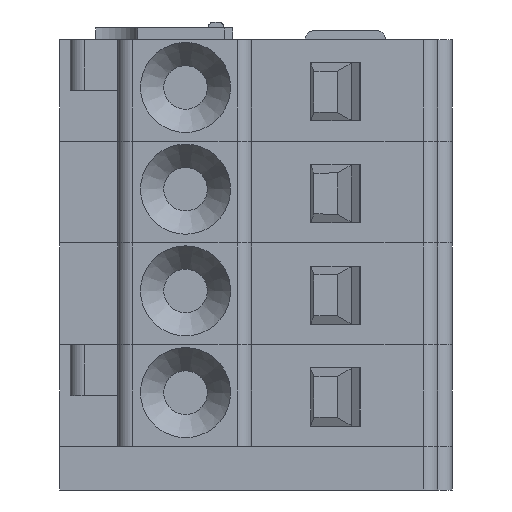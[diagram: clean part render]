
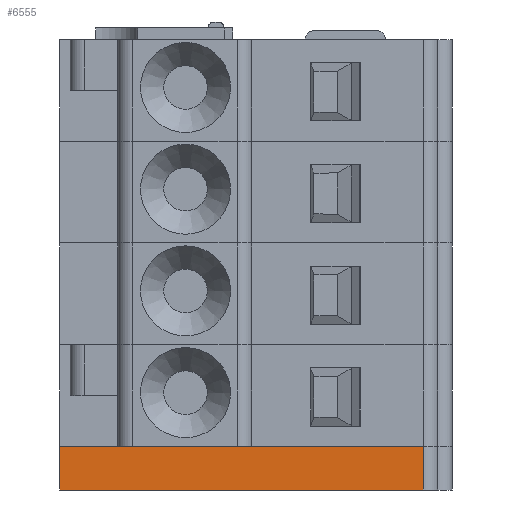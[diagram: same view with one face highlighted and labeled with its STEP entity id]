
A CAD part, left-side view. The second image highlights one B-rep face of the part: STEP entity #6555.
In plain terms, the highlighted planar face has unit normal (-1, 0, 0).
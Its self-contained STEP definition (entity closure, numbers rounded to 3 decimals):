
#394=ORIENTED_EDGE('',*,*,#2271,.F.);
#395=ORIENTED_EDGE('',*,*,#2300,.F.);
#396=ORIENTED_EDGE('',*,*,#2285,.T.);
#397=ORIENTED_EDGE('',*,*,#2299,.T.);
#2271=EDGE_CURVE('',#3217,#3218,#3869,.T.);
#2285=EDGE_CURVE('',#3232,#3231,#3878,.T.);
#2299=EDGE_CURVE('',#3231,#3218,#3891,.T.);
#2300=EDGE_CURVE('',#3232,#3217,#3892,.T.);
#3217=VERTEX_POINT('',#9512);
#3218=VERTEX_POINT('',#9514);
#3231=VERTEX_POINT('',#9541);
#3232=VERTEX_POINT('',#9543);
#3869=LINE('',#9513,#4691);
#3878=LINE('',#9542,#4700);
#3891=LINE('',#9568,#4713);
#3892=LINE('',#9570,#4714);
#4691=VECTOR('',#7516,1000.);
#4700=VECTOR('',#7537,1000.);
#4713=VECTOR('',#7560,1000.);
#4714=VECTOR('',#7563,1000.);
#5466=EDGE_LOOP('',(#394,#395,#396,#397));
#5863=FACE_BOUND('',#5466,.T.);
#6252=PLANE('',#6950);
#6555=ADVANCED_FACE('',(#5863),#6252,.T.);
#6950=AXIS2_PLACEMENT_3D('',#9569,#7561,#7562);
#7516=DIRECTION('',(0.,-1.,0.));
#7537=DIRECTION('',(0.,-1.,0.));
#7560=DIRECTION('',(0.,0.,1.));
#7561=DIRECTION('',(-1.,0.,0.));
#7562=DIRECTION('',(0.,-1.,0.));
#7563=DIRECTION('',(0.,0.,1.));
#9512=CARTESIAN_POINT('',(-3.082,-12.428,-3.21));
#9513=CARTESIAN_POINT('',(-3.082,-12.428,-3.21));
#9514=CARTESIAN_POINT('',(-3.082,-24.928,-3.21));
#9541=CARTESIAN_POINT('',(-3.082,-24.928,-4.71));
#9542=CARTESIAN_POINT('',(-3.082,-12.428,-4.71));
#9543=CARTESIAN_POINT('',(-3.082,-12.428,-4.71));
#9568=CARTESIAN_POINT('',(-3.082,-24.928,-4.71));
#9569=CARTESIAN_POINT('',(-3.082,-12.428,-4.71));
#9570=CARTESIAN_POINT('',(-3.082,-12.428,-4.71));
